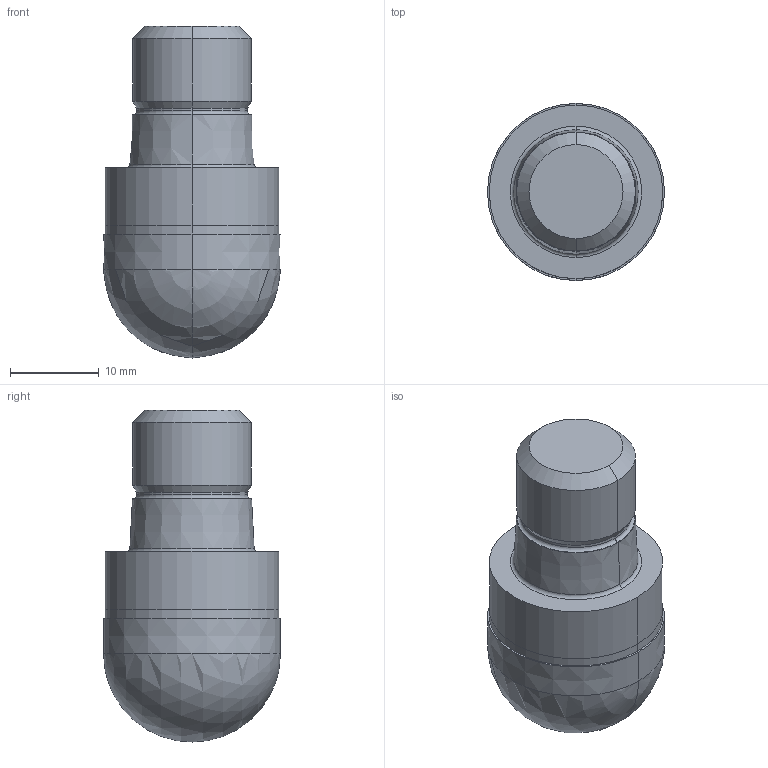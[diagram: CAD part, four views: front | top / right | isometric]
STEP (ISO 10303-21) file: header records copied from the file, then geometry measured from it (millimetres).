
FILE_DESCRIPTION(('no description'),'unknown implementation level');
FILE_NAME('solidJMPsqJ2nSeSYadi6uHHZnXGm2p0_1.STP',' ',('CIMSOURCE GmbH'),('CADClick - KiM GmbH - www.kimweb.de'),'unknown preprocess','ACIS','unknown authorization');
FILE_SCHEMA(('automotive_design'));
Length unit declared in the file: millimetre
Products named in the file (2): 1; 2
Bounding box: 20 x 20 x 37.5 mm (x, y, z)
Volume: 7863.7 mm3; surface area: 2920.9 mm2
Topology: 2 solids, 2 shells, 32 faces, 67 edges, 36 vertices
Faces by surface type: cone 12, cylinder 8, plane 6, torus 4, sphere 2
Entity records: 1598 total; most frequent: DIRECTION 174, CARTESIAN_POINT 133, STYLED_ITEM 129, PRESENTATION_STYLE_ASSIGNMENT 129, COLOUR_RGB 129, ORIENTED_EDGE 118, AXIS2_PLACEMENT_3D 77, EDGE_CURVE 59
